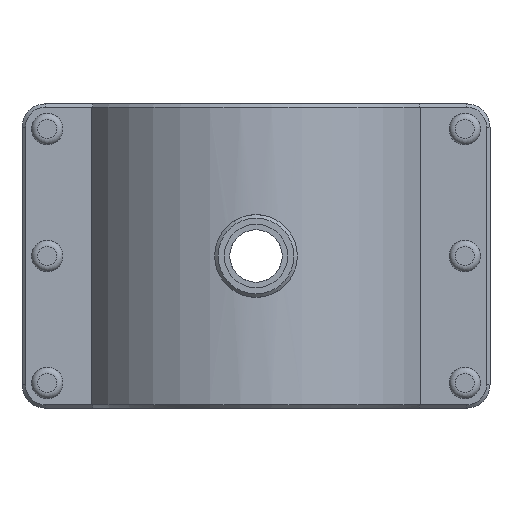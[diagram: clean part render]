
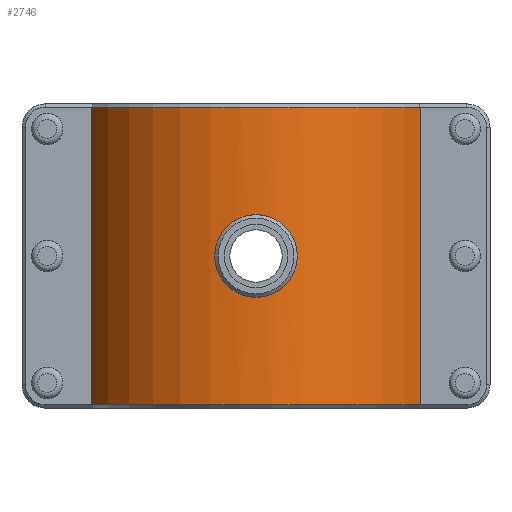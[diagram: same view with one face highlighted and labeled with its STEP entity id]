
A CAD part, front view. The second image highlights one B-rep face of the part: STEP entity #2746.
In plain terms, the highlighted cylindrical face has radius 88 mm (diameter 176 mm), a partial arc.
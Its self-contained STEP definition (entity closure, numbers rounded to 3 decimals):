
#203=LINE('',#4606,#427);
#204=LINE('',#4608,#428);
#427=VECTOR('',#3647,141.8);
#428=VECTOR('',#3650,141.8);
#686=CIRCLE('',#2983,88.);
#687=CIRCLE('',#2986,88.);
#767=FACE_BOUND('',#1149,.T.);
#927=FACE_OUTER_BOUND('',#1148,.T.);
#1148=EDGE_LOOP('',(#2298,#2299,#2300,#2301));
#1149=EDGE_LOOP('',(#2302));
#1244=B_SPLINE_CURVE_WITH_KNOTS('',3,(#3929,#3930,#3931,#3932,#3933,#3934,
#3935,#3936,#3937,#3938,#3939,#3940,#3941,#3942,#3943,#3944,#3945,#3946,
#3947,#3948,#3949,#3950,#3951,#3952,#3953,#3954,#3955,#3956,#3957,#3958,
#3959,#3960,#3961,#3962),.UNSPECIFIED.,.T.,.F.,(4,2,2,2,2,2,2,2,2,2,2,2,
2,2,2,2,4),(0.,0.472,0.943,1.415,1.886,
2.358,2.829,3.301,3.772,4.244,
4.715,5.187,5.659,6.13,6.602,
7.073,7.545),.UNSPECIFIED.);
#1260=VERTEX_POINT('',#3928);
#1427=VERTEX_POINT('',#4546);
#1428=VERTEX_POINT('',#4551);
#1429=VERTEX_POINT('',#4558);
#1431=VERTEX_POINT('',#4567);
#1508=EDGE_CURVE('',#1260,#1260,#1244,.T.);
#1736=EDGE_CURVE('',#1427,#1428,#686,.T.);
#1742=EDGE_CURVE('',#1431,#1429,#687,.T.);
#1759=EDGE_CURVE('',#1427,#1429,#203,.T.);
#1760=EDGE_CURVE('',#1428,#1431,#204,.T.);
#2298=ORIENTED_EDGE('',*,*,#1736,.F.);
#2299=ORIENTED_EDGE('',*,*,#1759,.T.);
#2300=ORIENTED_EDGE('',*,*,#1742,.F.);
#2301=ORIENTED_EDGE('',*,*,#1760,.F.);
#2302=ORIENTED_EDGE('',*,*,#1508,.T.);
#2609=CYLINDRICAL_SURFACE('',#3001,88.);
#2746=ADVANCED_FACE('',(#927,#767),#2609,.T.);
#2983=AXIS2_PLACEMENT_3D('',#4552,#3597,#3598);
#2986=AXIS2_PLACEMENT_3D('',#4572,#3605,#3606);
#3001=AXIS2_PLACEMENT_3D('',#4607,#3648,#3649);
#3597=DIRECTION('center_axis',(0.,0.,-1.));
#3598=DIRECTION('ref_axis',(1.,0.,0.));
#3605=DIRECTION('center_axis',(0.,0.,1.));
#3606=DIRECTION('ref_axis',(1.,0.,0.));
#3647=DIRECTION('',(0.,0.,1.));
#3648=DIRECTION('center_axis',(0.,0.,1.));
#3649=DIRECTION('ref_axis',(1.,0.,0.));
#3650=DIRECTION('',(0.,0.,1.));
#3928=CARTESIAN_POINT('',(-12.5,-87.108,0.));
#3929=CARTESIAN_POINT('Ctrl Pts',(-12.5,-87.108,0.));
#3930=CARTESIAN_POINT('Ctrl Pts',(-12.5,-87.108,1.572));
#3931=CARTESIAN_POINT('Ctrl Pts',(-12.185,-87.155,3.247));
#3932=CARTESIAN_POINT('Ctrl Pts',(-10.909,-87.324,6.326));
#3933=CARTESIAN_POINT('Ctrl Pts',(-9.947,-87.443,7.73));
#3934=CARTESIAN_POINT('Ctrl Pts',(-7.73,-87.667,9.947));
#3935=CARTESIAN_POINT('Ctrl Pts',(-6.326,-87.786,10.909));
#3936=CARTESIAN_POINT('Ctrl Pts',(-3.247,-87.954,12.185));
#3937=CARTESIAN_POINT('Ctrl Pts',(-1.572,-88.,12.5));
#3938=CARTESIAN_POINT('Ctrl Pts',(1.572,-88.,12.5));
#3939=CARTESIAN_POINT('Ctrl Pts',(3.247,-87.954,12.185));
#3940=CARTESIAN_POINT('Ctrl Pts',(6.326,-87.786,10.909));
#3941=CARTESIAN_POINT('Ctrl Pts',(7.73,-87.667,9.947));
#3942=CARTESIAN_POINT('Ctrl Pts',(9.947,-87.443,7.73));
#3943=CARTESIAN_POINT('Ctrl Pts',(10.909,-87.324,6.326));
#3944=CARTESIAN_POINT('Ctrl Pts',(12.185,-87.155,3.247));
#3945=CARTESIAN_POINT('Ctrl Pts',(12.5,-87.108,1.572));
#3946=CARTESIAN_POINT('Ctrl Pts',(12.5,-87.108,-1.572));
#3947=CARTESIAN_POINT('Ctrl Pts',(12.185,-87.155,-3.247));
#3948=CARTESIAN_POINT('Ctrl Pts',(10.909,-87.324,-6.326));
#3949=CARTESIAN_POINT('Ctrl Pts',(9.947,-87.443,-7.73));
#3950=CARTESIAN_POINT('Ctrl Pts',(7.73,-87.667,-9.947));
#3951=CARTESIAN_POINT('Ctrl Pts',(6.326,-87.786,-10.909));
#3952=CARTESIAN_POINT('Ctrl Pts',(3.247,-87.954,-12.185));
#3953=CARTESIAN_POINT('Ctrl Pts',(1.572,-88.,-12.5));
#3954=CARTESIAN_POINT('Ctrl Pts',(-1.572,-88.,-12.5));
#3955=CARTESIAN_POINT('Ctrl Pts',(-3.247,-87.954,-12.185));
#3956=CARTESIAN_POINT('Ctrl Pts',(-6.326,-87.786,-10.909));
#3957=CARTESIAN_POINT('Ctrl Pts',(-7.73,-87.667,-9.947));
#3958=CARTESIAN_POINT('Ctrl Pts',(-9.947,-87.443,-7.73));
#3959=CARTESIAN_POINT('Ctrl Pts',(-10.909,-87.324,-6.326));
#3960=CARTESIAN_POINT('Ctrl Pts',(-12.185,-87.155,-3.247));
#3961=CARTESIAN_POINT('Ctrl Pts',(-12.5,-87.108,-1.572));
#3962=CARTESIAN_POINT('Ctrl Pts',(-12.5,-87.108,0.));
#4546=CARTESIAN_POINT('',(78.384,-40.,-70.9));
#4551=CARTESIAN_POINT('',(-78.384,-40.,-70.9));
#4552=CARTESIAN_POINT('Origin',(0.,0.,-70.9));
#4558=CARTESIAN_POINT('',(78.384,-40.,70.9));
#4567=CARTESIAN_POINT('',(-78.384,-40.,70.9));
#4572=CARTESIAN_POINT('Origin',(0.,0.,70.9));
#4606=CARTESIAN_POINT('',(78.384,-40.,0.));
#4607=CARTESIAN_POINT('Origin',(0.,0.,0.));
#4608=CARTESIAN_POINT('',(-78.384,-40.,0.));
